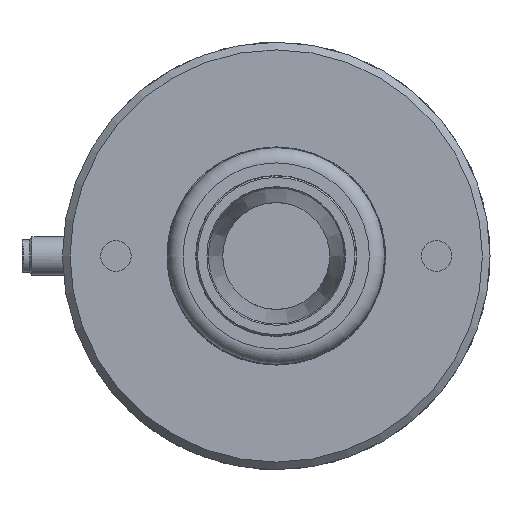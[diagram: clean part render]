
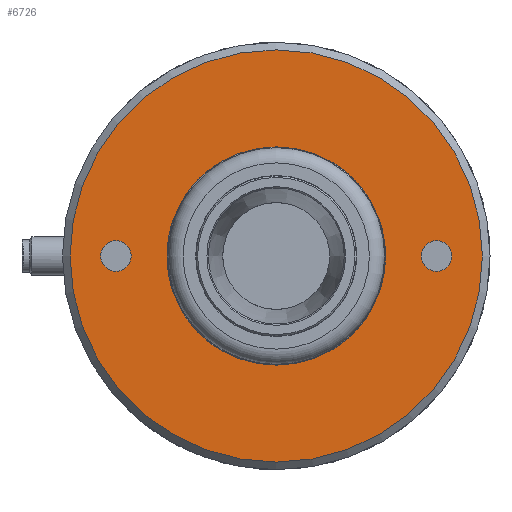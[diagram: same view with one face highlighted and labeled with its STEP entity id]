
A CAD part, left-side view. The second image highlights one B-rep face of the part: STEP entity #6726.
In plain terms, the highlighted planar face has unit normal (-1, 0, 0).
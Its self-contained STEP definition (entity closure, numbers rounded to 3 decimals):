
#1737=FACE_BOUND('',#2423,.T.);
#1738=FACE_BOUND('',#2424,.T.);
#1739=FACE_BOUND('',#2425,.T.);
#2009=FACE_OUTER_BOUND('',#2422,.T.);
#2422=EDGE_LOOP('',(#5684));
#2423=EDGE_LOOP('',(#5685));
#2424=EDGE_LOOP('',(#5686));
#2425=EDGE_LOOP('',(#5687));
#2713=CIRCLE('',#7303,2.);
#2714=CIRCLE('',#7305,2.);
#2716=CIRCLE('',#7309,10.5);
#2717=CIRCLE('',#7311,27.);
#3275=VERTEX_POINT('',#12367);
#3276=VERTEX_POINT('',#12371);
#3278=VERTEX_POINT('',#12378);
#3279=VERTEX_POINT('',#12382);
#4107=EDGE_CURVE('',#3275,#3275,#2713,.T.);
#4109=EDGE_CURVE('',#3276,#3276,#2714,.T.);
#4113=EDGE_CURVE('',#3278,#3278,#2716,.T.);
#4114=EDGE_CURVE('',#3279,#3279,#2717,.T.);
#5684=ORIENTED_EDGE('',*,*,#4114,.F.);
#5685=ORIENTED_EDGE('',*,*,#4107,.T.);
#5686=ORIENTED_EDGE('',*,*,#4109,.T.);
#5687=ORIENTED_EDGE('',*,*,#4113,.T.);
#6404=PLANE('',#7310);
#6726=ADVANCED_FACE('',(#2009,#1737,#1738,#1739),#6404,.T.);
#7303=AXIS2_PLACEMENT_3D('',#12368,#8772,#8773);
#7305=AXIS2_PLACEMENT_3D('',#12372,#8777,#8778);
#7309=AXIS2_PLACEMENT_3D('',#12380,#8787,#8788);
#7310=AXIS2_PLACEMENT_3D('',#12381,#8789,#8790);
#7311=AXIS2_PLACEMENT_3D('',#12383,#8791,#8792);
#8772=DIRECTION('center_axis',(1.,0.,0.));
#8773=DIRECTION('ref_axis',(0.,0.,1.));
#8777=DIRECTION('center_axis',(1.,0.,0.));
#8778=DIRECTION('ref_axis',(0.,0.,1.));
#8787=DIRECTION('center_axis',(1.,0.,0.));
#8788=DIRECTION('ref_axis',(0.,1.,0.));
#8789=DIRECTION('center_axis',(-1.,0.,0.));
#8790=DIRECTION('ref_axis',(0.,0.,1.));
#8791=DIRECTION('center_axis',(1.,0.,0.));
#8792=DIRECTION('ref_axis',(0.,1.,0.));
#12367=CARTESIAN_POINT('',(-101.2,21.,-2.));
#12368=CARTESIAN_POINT('Origin',(-101.2,21.,0.));
#12371=CARTESIAN_POINT('',(-101.2,-21.,-2.));
#12372=CARTESIAN_POINT('Origin',(-101.2,-21.,0.));
#12378=CARTESIAN_POINT('',(-101.2,-10.5,0.));
#12380=CARTESIAN_POINT('Origin',(-101.2,0.,0.));
#12381=CARTESIAN_POINT('Origin',(-101.2,18.75,0.));
#12382=CARTESIAN_POINT('',(-101.2,-27.,0.));
#12383=CARTESIAN_POINT('Origin',(-101.2,0.,0.));
